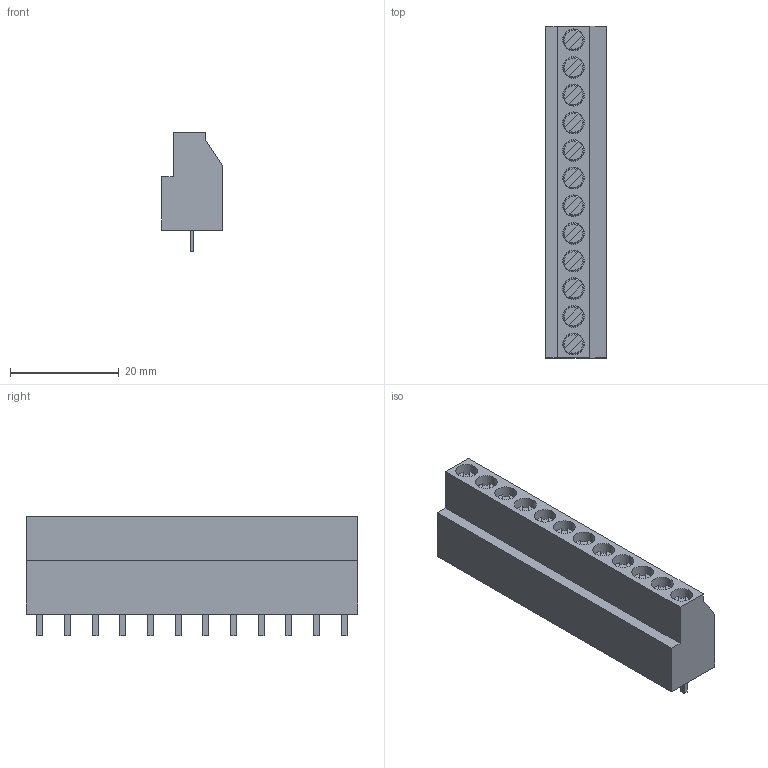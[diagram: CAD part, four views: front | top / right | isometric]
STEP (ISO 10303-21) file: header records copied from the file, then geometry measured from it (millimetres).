
FILE_DESCRIPTION(('STEP AP214'), '1');
FILE_NAME('EHK2V-12P', '2020-07-03T05:46:18', ('pcbdesigner.ru'), ('www.pcbdesigner.ru'), 'ASCON STEP Converter 1.3', 'ASCON Math Kernel', '');
FILE_SCHEMA(('AUTOMOTIVE_DESIGN { 1 0 10303 214 3 1 1}'));
Length unit declared in the file: millimetre
Products named in the file (1): 13
Bounding box: 11.2 x 60.96 x 22 mm (x, y, z)
Volume: 9460.1 mm3; surface area: 5639.2 mm2
Topology: 14 solids, 14 shells, 323 faces, 744 edges, 496 vertices
Faces by surface type: plane 275, cone 24, cylinder 24
Full cylindrical faces by diameter (mm): 3.8 x12, 4 x12
Entity records: 11903 total; most frequent: CARTESIAN_POINT 1804, ORIENTED_EDGE 1488, DIRECTION 1464, EDGE_CURVE 744, LINE 576, VECTOR 576, VERTEX_POINT 496, AXIS2_PLACEMENT_3D 444
